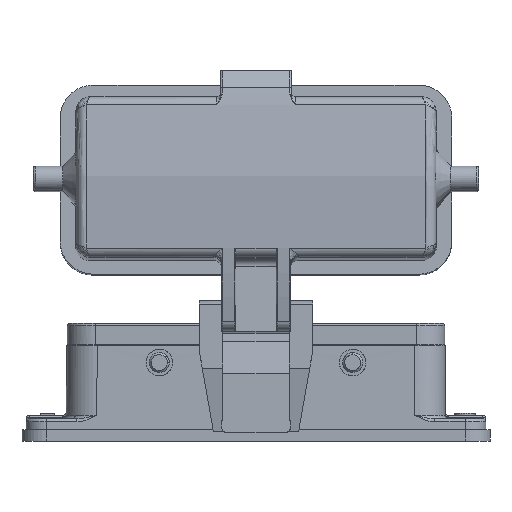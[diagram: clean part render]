
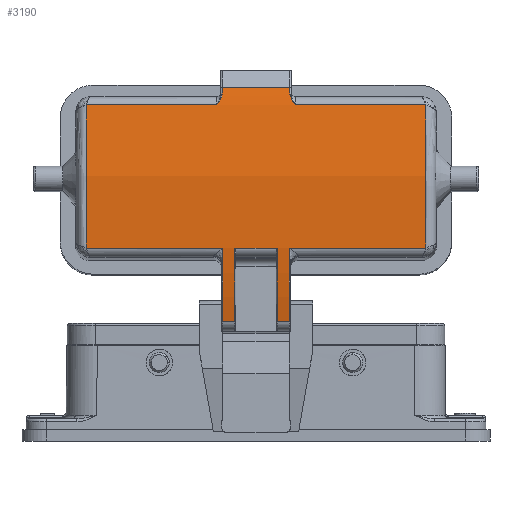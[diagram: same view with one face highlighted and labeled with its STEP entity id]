
A CAD part, front view. The second image highlights one B-rep face of the part: STEP entity #3190.
In plain terms, the highlighted cylindrical face has radius 123.932 mm (diameter 247.864 mm), a partial arc.
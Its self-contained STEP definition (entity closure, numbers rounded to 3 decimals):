
#290=CIRCLE('',#13996,123.932);
#291=CIRCLE('',#13999,123.932);
#308=CIRCLE('',#14042,123.932);
#309=CIRCLE('',#14045,123.932);
#330=CIRCLE('',#14104,123.932);
#331=CIRCLE('',#14105,123.932);
#732=CYLINDRICAL_SURFACE('',#14106,123.932);
#1162=LINE('',#21710,#2144);
#1163=LINE('',#21774,#2145);
#1164=LINE('',#21841,#2146);
#1200=LINE('',#22291,#2182);
#1260=LINE('',#23005,#2242);
#1261=LINE('',#23006,#2243);
#2144=VECTOR('',#15491,1.);
#2145=VECTOR('',#15500,1.);
#2146=VECTOR('',#15507,1.);
#2182=VECTOR('',#15629,1.);
#2242=VECTOR('',#15811,1.);
#2243=VECTOR('',#15812,1.);
#3190=ADVANCED_FACE('NONE',(#4291),#732,.F.);
#4291=FACE_OUTER_BOUND('',#5040,.T.);
#5040=EDGE_LOOP('',(#7065,#7066,#7067,#7068,#7069,#7070,#7071,#7072,#7073,
#7074,#7075,#7076,#7077,#7078,#7079,#7080,#7081,#7082,#7083,#7084));
#7065=ORIENTED_EDGE('',*,*,#11737,.T.);
#7066=ORIENTED_EDGE('',*,*,#11738,.T.);
#7067=ORIENTED_EDGE('',*,*,#11605,.F.);
#7068=ORIENTED_EDGE('',*,*,#11602,.F.);
#7069=ORIENTED_EDGE('',*,*,#11598,.F.);
#7070=ORIENTED_EDGE('',*,*,#11739,.T.);
#7071=ORIENTED_EDGE('',*,*,#11740,.T.);
#7072=ORIENTED_EDGE('',*,*,#11612,.F.);
#7073=ORIENTED_EDGE('',*,*,#11596,.F.);
#7074=ORIENTED_EDGE('',*,*,#11595,.T.);
#7075=ORIENTED_EDGE('',*,*,#11521,.F.);
#7076=ORIENTED_EDGE('',*,*,#11520,.F.);
#7077=ORIENTED_EDGE('',*,*,#11518,.F.);
#7078=ORIENTED_EDGE('',*,*,#11517,.F.);
#7079=ORIENTED_EDGE('',*,*,#11516,.F.);
#7080=ORIENTED_EDGE('',*,*,#11514,.F.);
#7081=ORIENTED_EDGE('',*,*,#11513,.F.);
#7082=ORIENTED_EDGE('',*,*,#11594,.F.);
#7083=ORIENTED_EDGE('',*,*,#11593,.F.);
#7084=ORIENTED_EDGE('',*,*,#11611,.F.);
#9888=VERTEX_POINT('',#20479);
#9896=VERTEX_POINT('',#20556);
#9970=VERTEX_POINT('',#21170);
#9972=VERTEX_POINT('',#21191);
#9974=VERTEX_POINT('',#21202);
#9975=VERTEX_POINT('',#21209);
#9982=VERTEX_POINT('',#21334);
#9985=VERTEX_POINT('',#21395);
#10013=VERTEX_POINT('',#21718);
#10014=VERTEX_POINT('',#21777);
#10056=VERTEX_POINT('',#22248);
#10057=VERTEX_POINT('',#22258);
#10059=VERTEX_POINT('',#22269);
#10060=VERTEX_POINT('',#22271);
#10062=VERTEX_POINT('',#22292);
#10064=VERTEX_POINT('',#22306);
#10068=VERTEX_POINT('',#22348);
#10069=VERTEX_POINT('',#22361);
#10159=VERTEX_POINT('',#23004);
#10160=VERTEX_POINT('',#23007);
#11513=EDGE_CURVE('NONE',#9888,#9970,#1162,.T.);
#11514=EDGE_CURVE('NONE',#9970,#10013,#13242,.T.);
#11516=EDGE_CURVE('NONE',#10013,#9972,#290,.T.);
#11517=EDGE_CURVE('NONE',#9972,#9974,#1163,.T.);
#11518=EDGE_CURVE('NONE',#9974,#10014,#291,.T.);
#11520=EDGE_CURVE('NONE',#10014,#9975,#13244,.T.);
#11521=EDGE_CURVE('NONE',#9975,#9896,#1164,.T.);
#11593=EDGE_CURVE('NONE',#9982,#10056,#13264,.T.);
#11594=EDGE_CURVE('NONE',#10056,#9888,#13265,.T.);
#11595=EDGE_CURVE('NONE',#10057,#9896,#13266,.T.);
#11596=EDGE_CURVE('NONE',#10057,#9985,#13267,.T.);
#11598=EDGE_CURVE('NONE',#10059,#10060,#308,.T.);
#11602=EDGE_CURVE('NONE',#10060,#10062,#1200,.T.);
#11605=EDGE_CURVE('NONE',#10062,#10064,#309,.T.);
#11611=EDGE_CURVE('NONE',#10068,#9982,#13277,.T.);
#11612=EDGE_CURVE('NONE',#9985,#10069,#13278,.T.);
#11737=EDGE_CURVE('NONE',#10068,#10159,#330,.T.);
#11738=EDGE_CURVE('NONE',#10159,#10064,#1260,.T.);
#11739=EDGE_CURVE('NONE',#10059,#10160,#1261,.T.);
#11740=EDGE_CURVE('NONE',#10160,#10069,#331,.T.);
#13242=B_SPLINE_CURVE_WITH_KNOTS('',3,(#21712,#21713,#21714,#21715,#21716,
#21717),.UNSPECIFIED.,.F.,.F.,(4,2,4),(0.,0.5,1.),.UNSPECIFIED.);
#13244=B_SPLINE_CURVE_WITH_KNOTS('',3,(#21783,#21784,#21785,#21786,#21787,
#21788),.UNSPECIFIED.,.F.,.F.,(4,2,4),(0.,0.5,1.),.UNSPECIFIED.);
#13264=B_SPLINE_CURVE_WITH_KNOTS('',3,(#22244,#22245,#22246,#22247),
 .UNSPECIFIED.,.F.,.F.,(4,4),(0.,1.),.UNSPECIFIED.);
#13265=B_SPLINE_CURVE_WITH_KNOTS('',3,(#22249,#22250,#22251,#22252),
 .UNSPECIFIED.,.F.,.F.,(4,4),(0.,1.),.UNSPECIFIED.);
#13266=B_SPLINE_CURVE_WITH_KNOTS('',3,(#22254,#22255,#22256,#22257),
 .UNSPECIFIED.,.F.,.F.,(4,4),(0.,1.),.UNSPECIFIED.);
#13267=B_SPLINE_CURVE_WITH_KNOTS('',3,(#22259,#22260,#22261,#22262),
 .UNSPECIFIED.,.F.,.F.,(4,4),(0.,1.),.UNSPECIFIED.);
#13277=B_SPLINE_CURVE_WITH_KNOTS('',3,(#22349,#22350,#22351,#22352),
 .UNSPECIFIED.,.F.,.F.,(4,4),(0.,1.),.UNSPECIFIED.);
#13278=B_SPLINE_CURVE_WITH_KNOTS('',3,(#22354,#22355,#22356,#22357,#22358,
#22359,#22360),.UNSPECIFIED.,.F.,.F.,(4,3,4),(0.,0.01,1.),
 .UNSPECIFIED.);
#13996=AXIS2_PLACEMENT_3D('',#21772,#15496,#15497);
#13999=AXIS2_PLACEMENT_3D('',#21776,#15503,#15504);
#14042=AXIS2_PLACEMENT_3D('',#22270,#15625,#15626);
#14045=AXIS2_PLACEMENT_3D('',#22305,#15632,#15633);
#14104=AXIS2_PLACEMENT_3D('',#23003,#15809,#15810);
#14105=AXIS2_PLACEMENT_3D('',#23008,#15813,#15814);
#14106=AXIS2_PLACEMENT_3D('',#23009,#15815,#15816);
#15491=DIRECTION('',(-1.,0.,0.));
#15496=DIRECTION('',(-1.,0.,0.));
#15497=DIRECTION('',(0.,0.,1.));
#15500=DIRECTION('',(-1.,0.,0.));
#15503=DIRECTION('',(1.,0.,0.));
#15504=DIRECTION('',(0.,0.,1.));
#15507=DIRECTION('',(-1.,0.,0.));
#15625=DIRECTION('',(-1.,0.,0.));
#15626=DIRECTION('',(0.,0.,1.));
#15629=DIRECTION('',(1.,0.,0.));
#15632=DIRECTION('',(1.,0.,0.));
#15633=DIRECTION('',(0.,0.,1.));
#15809=DIRECTION('',(1.,0.,0.));
#15810=DIRECTION('',(0.,1.,0.));
#15811=DIRECTION('',(-1.,0.,0.));
#15812=DIRECTION('',(-1.,0.,0.));
#15813=DIRECTION('',(-1.,0.,0.));
#15814=DIRECTION('',(0.,0.,1.));
#15815=DIRECTION('',(-1.,0.,0.));
#15816=DIRECTION('',(0.,0.,1.));
#20479=CARTESIAN_POINT('',(41.709,-45.071,81.096));
#20556=CARTESIAN_POINT('',(-41.709,-45.071,81.096));
#21170=CARTESIAN_POINT('',(9.65,-45.071,81.096));
#21191=CARTESIAN_POINT('',(8.35,-44.084,85.482));
#21202=CARTESIAN_POINT('',(-8.35,-44.084,85.482));
#21209=CARTESIAN_POINT('',(-9.65,-45.071,81.096));
#21334=CARTESIAN_POINT('',(41.709,-47.203,45.931));
#21395=CARTESIAN_POINT('',(-41.71,-47.205,45.931));
#21710=CARTESIAN_POINT('',(-44.3,-45.071,81.096));
#21712=CARTESIAN_POINT('',(9.65,-45.071,81.096));
#21713=CARTESIAN_POINT('',(9.426,-45.011,81.384));
#21714=CARTESIAN_POINT('',(9.154,-44.941,81.722));
#21715=CARTESIAN_POINT('',(8.626,-44.756,82.583));
#21716=CARTESIAN_POINT('',(8.35,-44.636,83.127));
#21717=CARTESIAN_POINT('',(8.35,-44.485,83.786));
#21718=CARTESIAN_POINT('',(8.35,-44.485,83.786));
#21772=CARTESIAN_POINT('',(8.35,76.312,56.089));
#21774=CARTESIAN_POINT('',(-44.3,-44.084,85.482));
#21776=CARTESIAN_POINT('',(-8.35,76.312,56.089));
#21777=CARTESIAN_POINT('',(-8.35,-44.485,83.786));
#21783=CARTESIAN_POINT('',(-8.35,-44.485,83.786));
#21784=CARTESIAN_POINT('',(-8.35,-44.636,83.127));
#21785=CARTESIAN_POINT('',(-8.626,-44.756,82.583));
#21786=CARTESIAN_POINT('',(-9.154,-44.941,81.722));
#21787=CARTESIAN_POINT('',(-9.426,-45.011,81.384));
#21788=CARTESIAN_POINT('',(-9.65,-45.071,81.096));
#21841=CARTESIAN_POINT('',(-44.3,-45.071,81.096));
#22244=CARTESIAN_POINT('',(41.709,-47.203,45.931));
#22245=CARTESIAN_POINT('',(41.707,-47.687,51.814));
#22246=CARTESIAN_POINT('',(41.705,-47.748,57.721));
#22247=CARTESIAN_POINT('',(41.705,-47.393,63.59));
#22248=CARTESIAN_POINT('',(41.705,-47.393,63.59));
#22249=CARTESIAN_POINT('',(41.705,-47.393,63.59));
#22250=CARTESIAN_POINT('',(41.705,-47.037,69.459));
#22251=CARTESIAN_POINT('',(41.707,-46.262,75.314));
#22252=CARTESIAN_POINT('',(41.709,-45.071,81.096));
#22254=CARTESIAN_POINT('',(-41.705,-47.393,63.59));
#22255=CARTESIAN_POINT('',(-41.705,-47.036,69.463));
#22256=CARTESIAN_POINT('',(-41.707,-46.261,75.318));
#22257=CARTESIAN_POINT('',(-41.709,-45.071,81.096));
#22258=CARTESIAN_POINT('',(-41.705,-47.393,63.59));
#22259=CARTESIAN_POINT('',(-41.705,-47.393,63.59));
#22260=CARTESIAN_POINT('',(-41.705,-47.748,57.72));
#22261=CARTESIAN_POINT('',(-41.707,-47.687,51.814));
#22262=CARTESIAN_POINT('',(-41.709,-47.203,45.931));
#22269=CARTESIAN_POINT('',(-5.2,-44.355,27.828));
#22270=CARTESIAN_POINT('',(-5.2,76.312,56.089));
#22271=CARTESIAN_POINT('',(-5.2,-47.203,45.931));
#22291=CARTESIAN_POINT('',(-44.3,-47.203,45.931));
#22292=CARTESIAN_POINT('',(5.2,-47.203,45.931));
#22305=CARTESIAN_POINT('',(5.2,76.312,56.089));
#22306=CARTESIAN_POINT('',(5.2,-44.355,27.828));
#22348=CARTESIAN_POINT('',(8.2,-47.203,45.931));
#22349=CARTESIAN_POINT('',(8.2,-47.203,45.931));
#22350=CARTESIAN_POINT('',(19.37,-47.203,45.931));
#22351=CARTESIAN_POINT('',(30.54,-47.203,45.931));
#22352=CARTESIAN_POINT('',(41.709,-47.203,45.931));
#22354=CARTESIAN_POINT('',(-42.045,-47.203,45.931));
#22355=CARTESIAN_POINT('',(-41.933,-47.203,45.931));
#22356=CARTESIAN_POINT('',(-41.821,-47.203,45.931));
#22357=CARTESIAN_POINT('',(-41.709,-47.203,45.931));
#22358=CARTESIAN_POINT('',(-30.54,-47.203,45.931));
#22359=CARTESIAN_POINT('',(-19.37,-47.203,45.931));
#22360=CARTESIAN_POINT('',(-8.2,-47.203,45.931));
#22361=CARTESIAN_POINT('',(-8.2,-47.203,45.931));
#23003=CARTESIAN_POINT('',(8.2,76.312,56.089));
#23004=CARTESIAN_POINT('',(8.2,-44.355,27.828));
#23005=CARTESIAN_POINT('',(-8.4,-44.355,27.828));
#23006=CARTESIAN_POINT('',(-8.4,-44.355,27.828));
#23007=CARTESIAN_POINT('',(-8.2,-44.355,27.828));
#23008=CARTESIAN_POINT('',(-8.2,76.312,56.089));
#23009=CARTESIAN_POINT('',(-44.3,76.312,56.089));
